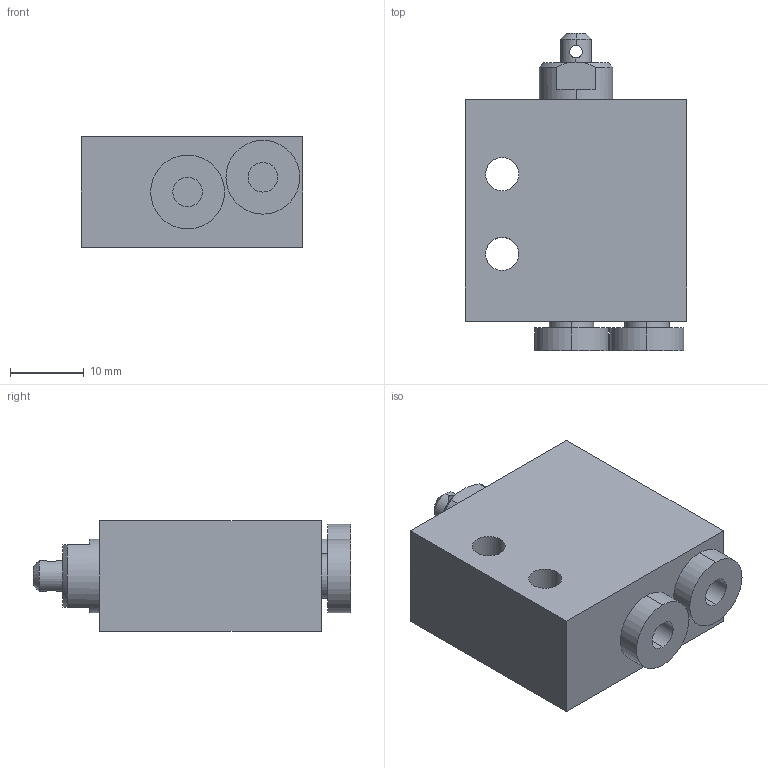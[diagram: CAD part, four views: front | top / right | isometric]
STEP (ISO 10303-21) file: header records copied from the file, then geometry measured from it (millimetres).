
FILE_DESCRIPTION(('HOOPS Exchange Step'),'2;1');
FILE_NAME('export-5EA8C387-1FE5-4725-B37D-CD54E89C8C2E.stp','2023-08-10T18:01:00+02:00',('Engineering'),('Alibre'),'HOOPS Exchange 2021.0','Alibre','Unknown authorisation');
FILE_SCHEMA( ('AP242_MANAGED_MODEL_BASED_3D_ENGINEERING_MIM_LF {1 0 10303 442 1 1 4 }') );
Length unit declared in the file: millimetre
Products named in the file (2): 4369-1 W3501000100 VME1-01 3-2 NC Axial fittings Ø 4; 4369 W3501000100 VME1-01 3-2 NC Axial fittings Ø 4
Assembly tree (1 placements, depth 2):
  4369 W3501000100 VME1-01 3-2 NC Axial fittings Ø 4
    4369-1 W3501000100 VME1-01 3-2 NC Axial fittings Ø 4
Bounding box: 30 x 43 x 15 mm (x, y, z)
Volume: 13836.1 mm3; surface area: 4760.3 mm2
Topology: 1 solids, 1 shells, 50 faces, 122 edges, 82 vertices
Faces by surface type: cylinder 26, plane 20, cone 4
Entity records: 1696 total; most frequent: CARTESIAN_POINT 351, DIRECTION 280, ORIENTED_EDGE 244, EDGE_CURVE 122, AXIS2_PLACEMENT_3D 115, VERTEX_POINT 82, EDGE_LOOP 64, FACE_BOUND 64
